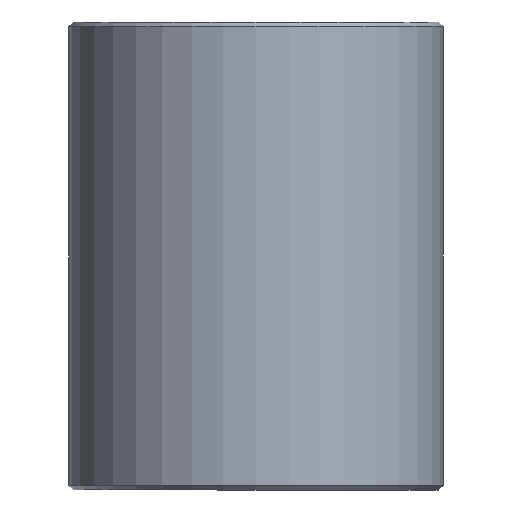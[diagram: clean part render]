
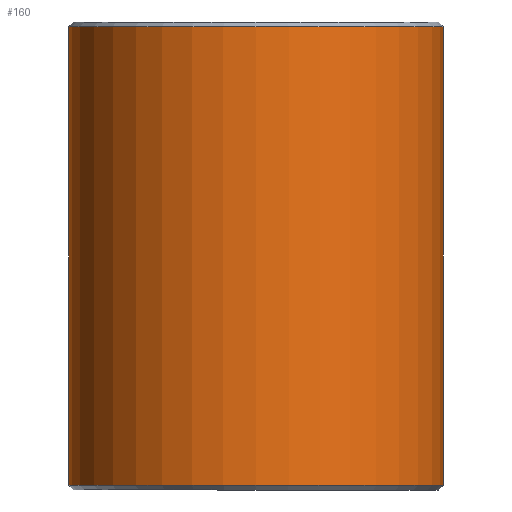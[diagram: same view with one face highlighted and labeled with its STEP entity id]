
A CAD part, front view. The second image highlights one B-rep face of the part: STEP entity #160.
In plain terms, the highlighted cylindrical face has radius 20 mm (diameter 40 mm), a full revolution.
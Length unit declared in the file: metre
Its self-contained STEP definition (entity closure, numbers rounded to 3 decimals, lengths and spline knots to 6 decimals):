
#160=ADVANCED_FACE('',(#186,#187),#188,.T.);
#186=FACE_OUTER_BOUND('',#3408,.T.);
#187=FACE_OUTER_BOUND('',#3409,.T.);
#188=CYLINDRICAL_SURFACE('',#3410,0.02);
#3408=EDGE_LOOP('',(#6655));
#3409=EDGE_LOOP('',(#6656));
#3410=AXIS2_PLACEMENT_3D('',#6657,#6658,#6659);
#6655=ORIENTED_EDGE('',*,*,#6700,.T.);
#6656=ORIENTED_EDGE('',*,*,#6701,.F.);
#6657=CARTESIAN_POINT('',(0.0,0.0,0.));
#6658=DIRECTION('',(0.0,0.,-1.0));
#6659=DIRECTION('',(0.0,1.0,0.));
#6700=EDGE_CURVE('',#6732,#6732,#6733,.T.);
#6701=EDGE_CURVE('',#6734,#6734,#6735,.T.);
#6732=VERTEX_POINT('',#6998);
#6733=CIRCLE('',#6999,0.02);
#6734=VERTEX_POINT('',#7000);
#6735=CIRCLE('',#7001,0.02);
#6998=CARTESIAN_POINT('',(0.0,0.02,0.0495));
#6999=AXIS2_PLACEMENT_3D('',#7034,#7035,#7036);
#7000=CARTESIAN_POINT('',(0.0,0.02,0.0005));
#7001=AXIS2_PLACEMENT_3D('',#7037,#7038,#7039);
#7034=CARTESIAN_POINT('',(0.0,0.0,0.0495));
#7035=DIRECTION('',(0.0,0.,-1.0));
#7036=DIRECTION('',(0.0,1.0,0.));
#7037=CARTESIAN_POINT('',(0.0,0.0,0.0005));
#7038=DIRECTION('',(0.0,0.,-1.0));
#7039=DIRECTION('',(0.0,1.0,0.));
